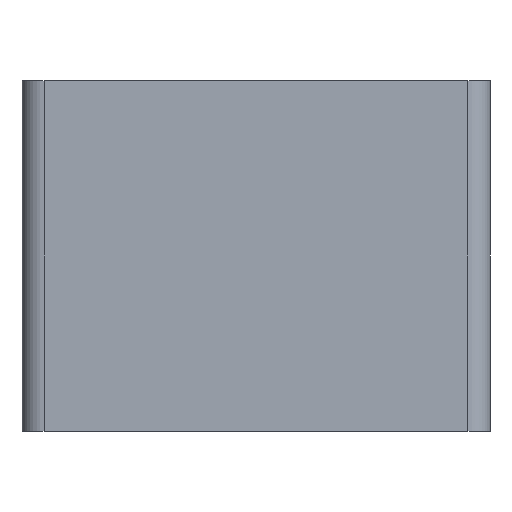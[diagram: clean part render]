
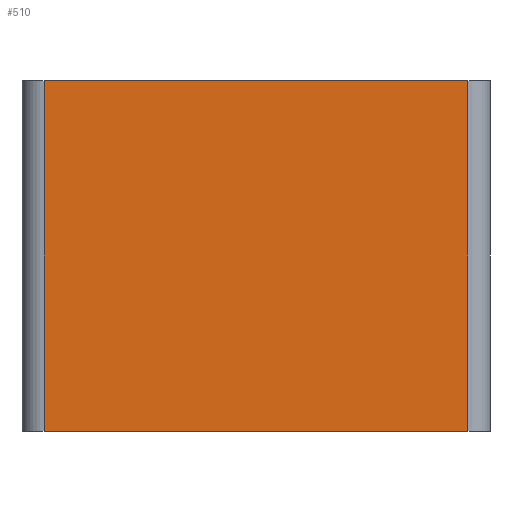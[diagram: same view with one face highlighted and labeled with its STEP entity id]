
A CAD part, left-side view. The second image highlights one B-rep face of the part: STEP entity #510.
In plain terms, the highlighted planar face has unit normal (-1, 0, 0).
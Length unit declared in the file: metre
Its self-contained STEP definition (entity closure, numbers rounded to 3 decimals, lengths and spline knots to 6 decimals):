
#150=ORIENTED_EDGE('',*,*,#243,.T.);
#151=ORIENTED_EDGE('',*,*,#250,.T.);
#152=ORIENTED_EDGE('',*,*,#234,.F.);
#153=ORIENTED_EDGE('',*,*,#251,.T.);
#234=EDGE_CURVE('',#294,#295,#346,.T.);
#243=EDGE_CURVE('',#299,#298,#350,.T.);
#250=EDGE_CURVE('',#298,#295,#354,.F.);
#251=EDGE_CURVE('',#294,#299,#355,.T.);
#294=VERTEX_POINT('',#850);
#295=VERTEX_POINT('',#851);
#298=VERTEX_POINT('',#863);
#299=VERTEX_POINT('',#865);
#346=LINE('',#849,#402);
#350=LINE('',#864,#406);
#354=LINE('',#875,#410);
#355=LINE('',#876,#411);
#402=VECTOR('',#690,1.);
#406=VECTOR('',#706,1.);
#410=VECTOR('',#718,1.);
#411=VECTOR('',#719,1.);
#434=EDGE_LOOP('',(#150,#151,#152,#153));
#462=FACE_BOUND('',#434,.T.);
#486=PLANE('',#580);
#510=ADVANCED_FACE('',(#462),#486,.F.);
#580=AXIS2_PLACEMENT_3D('',#874,#716,#717);
#690=DIRECTION('',(0.,-1.,0.));
#706=DIRECTION('',(0.,-1.,0.));
#716=DIRECTION('',(1.,0.,0.));
#717=DIRECTION('',(0.,1.,0.));
#718=DIRECTION('',(0.,0.,-1.));
#719=DIRECTION('',(0.,0.,-1.));
#849=CARTESIAN_POINT('',(-0.0592,0.,0.10103));
#850=CARTESIAN_POINT('',(-0.0592,0.061075,0.10103));
#851=CARTESIAN_POINT('',(-0.0592,-0.061075,0.10103));
#863=CARTESIAN_POINT('',(-0.0592,-0.061075,0.));
#864=CARTESIAN_POINT('',(-0.0592,0.,0.));
#865=CARTESIAN_POINT('',(-0.0592,0.061075,0.));
#874=CARTESIAN_POINT('',(-0.0592,0.,0.10103));
#875=CARTESIAN_POINT('',(-0.0592,-0.061075,0.10103));
#876=CARTESIAN_POINT('',(-0.0592,0.061075,0.10103));
